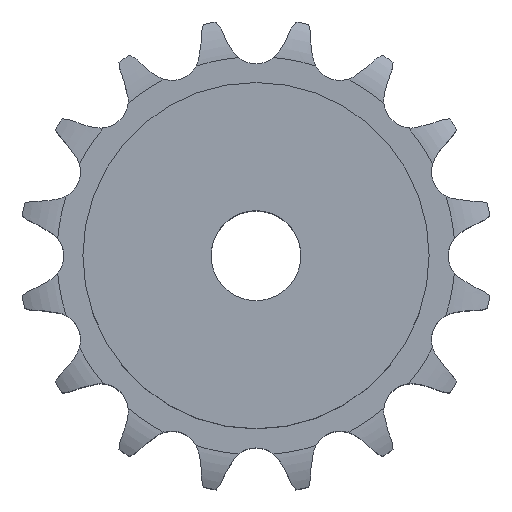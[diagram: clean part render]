
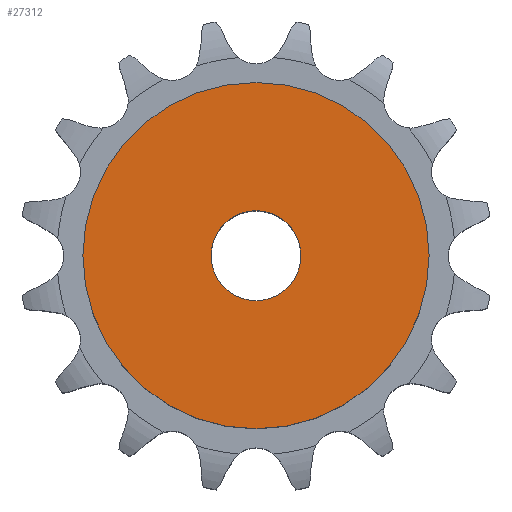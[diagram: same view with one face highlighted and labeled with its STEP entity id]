
A CAD part, top view. The second image highlights one B-rep face of the part: STEP entity #27312.
In plain terms, the highlighted planar face has unit normal (0, 0, 1).
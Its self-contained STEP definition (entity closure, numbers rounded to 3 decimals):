
#14745 = CYLINDRICAL_SURFACE('',#14746,10.);
#14746 = AXIS2_PLACEMENT_3D('',#14747,#14748,#14749);
#14747 = CARTESIAN_POINT('',(0.,0.,179.823));
#14748 = DIRECTION('',(0.,0.,1.));
#14749 = DIRECTION('',(1.,0.,0.));
#18757 = EDGE_CURVE('',#18758,#18758,#18760,.T.);
#18758 = VERTEX_POINT('',#18759);
#18759 = CARTESIAN_POINT('',(10.,0.,70.));
#18760 = SURFACE_CURVE('',#18761,(#18766,#18773),.PCURVE_S1.);
#18761 = CIRCLE('',#18762,10.);
#18762 = AXIS2_PLACEMENT_3D('',#18763,#18764,#18765);
#18763 = CARTESIAN_POINT('',(0.,0.,70.));
#18764 = DIRECTION('',(0.,0.,1.));
#18765 = DIRECTION('',(1.,0.,0.));
#18766 = PCURVE('',#14745,#18767);
#18767 = DEFINITIONAL_REPRESENTATION('',(#18768),#18772);
#18768 = LINE('',#18769,#18770);
#18769 = CARTESIAN_POINT('',(0.,-109.823));
#18770 = VECTOR('',#18771,1.);
#18771 = DIRECTION('',(1.,0.));
#18772 = ( GEOMETRIC_REPRESENTATION_CONTEXT(2) 
PARAMETRIC_REPRESENTATION_CONTEXT() REPRESENTATION_CONTEXT('2D SPACE',''
  ) );
#18773 = PCURVE('',#18774,#18779);
#18774 = PLANE('',#18775);
#18775 = AXIS2_PLACEMENT_3D('',#18776,#18777,#18778);
#18776 = CARTESIAN_POINT('',(0.,0.,70.)
  );
#18777 = DIRECTION('',(0.,0.,1.));
#18778 = DIRECTION('',(1.,0.,0.));
#18779 = DEFINITIONAL_REPRESENTATION('',(#18780),#18784);
#18780 = CIRCLE('',#18781,10.);
#18781 = AXIS2_PLACEMENT_2D('',#18782,#18783);
#18782 = CARTESIAN_POINT('',(0.,0.));
#18783 = DIRECTION('',(1.,0.));
#18784 = ( GEOMETRIC_REPRESENTATION_CONTEXT(2) 
PARAMETRIC_REPRESENTATION_CONTEXT() REPRESENTATION_CONTEXT('2D SPACE',''
  ) );
#27312 = ADVANCED_FACE('',(#27313,#27344),#18774,.T.);
#27313 = FACE_BOUND('',#27314,.T.);
#27314 = EDGE_LOOP('',(#27315));
#27315 = ORIENTED_EDGE('',*,*,#27316,.T.);
#27316 = EDGE_CURVE('',#27317,#27317,#27319,.T.);
#27317 = VERTEX_POINT('',#27318);
#27318 = CARTESIAN_POINT('',(38.5,0.,70.));
#27319 = SURFACE_CURVE('',#27320,(#27325,#27332),.PCURVE_S1.);
#27320 = CIRCLE('',#27321,38.5);
#27321 = AXIS2_PLACEMENT_3D('',#27322,#27323,#27324);
#27322 = CARTESIAN_POINT('',(0.,0.,70.));
#27323 = DIRECTION('',(0.,0.,1.));
#27324 = DIRECTION('',(1.,0.,0.));
#27325 = PCURVE('',#18774,#27326);
#27326 = DEFINITIONAL_REPRESENTATION('',(#27327),#27331);
#27327 = CIRCLE('',#27328,38.5);
#27328 = AXIS2_PLACEMENT_2D('',#27329,#27330);
#27329 = CARTESIAN_POINT('',(0.,0.));
#27330 = DIRECTION('',(1.,0.));
#27331 = ( GEOMETRIC_REPRESENTATION_CONTEXT(2) 
PARAMETRIC_REPRESENTATION_CONTEXT() REPRESENTATION_CONTEXT('2D SPACE',''
  ) );
#27332 = PCURVE('',#27333,#27338);
#27333 = CYLINDRICAL_SURFACE('',#27334,38.5);
#27334 = AXIS2_PLACEMENT_3D('',#27335,#27336,#27337);
#27335 = CARTESIAN_POINT('',(0.,0.,0.));
#27336 = DIRECTION('',(-0.,-0.,-1.));
#27337 = DIRECTION('',(1.,0.,0.));
#27338 = DEFINITIONAL_REPRESENTATION('',(#27339),#27343);
#27339 = LINE('',#27340,#27341);
#27340 = CARTESIAN_POINT('',(-0.,-70.));
#27341 = VECTOR('',#27342,1.);
#27342 = DIRECTION('',(-1.,0.));
#27343 = ( GEOMETRIC_REPRESENTATION_CONTEXT(2) 
PARAMETRIC_REPRESENTATION_CONTEXT() REPRESENTATION_CONTEXT('2D SPACE',''
  ) );
#27344 = FACE_BOUND('',#27345,.T.);
#27345 = EDGE_LOOP('',(#27346));
#27346 = ORIENTED_EDGE('',*,*,#18757,.F.);
